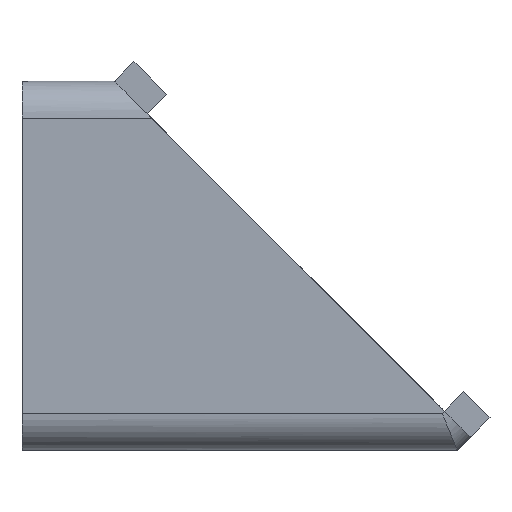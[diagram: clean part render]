
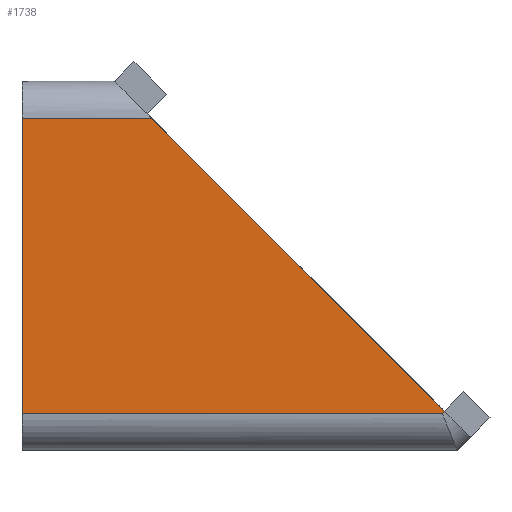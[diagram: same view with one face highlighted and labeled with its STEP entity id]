
A CAD part, left-side view. The second image highlights one B-rep face of the part: STEP entity #1738.
In plain terms, the highlighted planar face has unit normal (-1, 0, 0).
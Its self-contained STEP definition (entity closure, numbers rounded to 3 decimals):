
#98=PLANE('',#1897);
#166=FACE_OUTER_BOUND('',#277,.T.);
#277=EDGE_LOOP('',(#1396,#1397,#1398,#1399,#1400));
#402=LINE('',#2626,#589);
#419=LINE('',#2679,#606);
#478=LINE('',#5850,#665);
#479=LINE('',#5852,#666);
#480=LINE('',#5853,#667);
#589=VECTOR('',#2070,1000.);
#606=VECTOR('',#2107,1000.);
#665=VECTOR('',#2242,1000.);
#666=VECTOR('',#2243,1000.);
#667=VECTOR('',#2244,1000.);
#785=VERTEX_POINT('',#2623);
#786=VERTEX_POINT('',#2625);
#811=VERTEX_POINT('',#2676);
#812=VERTEX_POINT('',#2678);
#865=VERTEX_POINT('',#5851);
#956=EDGE_CURVE('',#785,#786,#402,.T.);
#982=EDGE_CURVE('',#811,#812,#419,.T.);
#1062=EDGE_CURVE('',#785,#812,#478,.F.);
#1063=EDGE_CURVE('',#811,#865,#479,.F.);
#1064=EDGE_CURVE('',#865,#786,#480,.F.);
#1396=ORIENTED_EDGE('',*,*,#956,.F.);
#1397=ORIENTED_EDGE('',*,*,#1062,.T.);
#1398=ORIENTED_EDGE('',*,*,#982,.F.);
#1399=ORIENTED_EDGE('',*,*,#1063,.T.);
#1400=ORIENTED_EDGE('',*,*,#1064,.T.);
#1738=ADVANCED_FACE('',(#166),#98,.F.);
#1897=AXIS2_PLACEMENT_3D('',#5849,#2240,#2241);
#2070=DIRECTION('',(0.,-0.707,-0.707));
#2107=DIRECTION('',(0.,0.,1.));
#2240=DIRECTION('center_axis',(1.,0.,0.));
#2241=DIRECTION('ref_axis',(0.,-0.707,-0.707));
#2242=DIRECTION('',(0.,-1.,0.));
#2243=DIRECTION('',(0.,1.,0.));
#2244=DIRECTION('',(0.,0.707,-0.707));
#2623=CARTESIAN_POINT('',(-20.,-7.006,7.999));
#2625=CARTESIAN_POINT('',(-20.,-22.882,-7.877));
#2626=CARTESIAN_POINT('',(-20.,-5.006,9.999));
#2676=CARTESIAN_POINT('',(-20.,0.,-7.998));
#2678=CARTESIAN_POINT('',(-20.,0.,7.999));
#2679=CARTESIAN_POINT('',(-20.,0.,-9.998));
#5849=CARTESIAN_POINT('Origin',(-20.,-5.006,9.999));
#5850=CARTESIAN_POINT('',(-20.,-5.006,7.998));
#5851=CARTESIAN_POINT('',(-20.,-22.76,-7.998));
#5852=CARTESIAN_POINT('',(-20.,-5.006,-7.998));
#5853=CARTESIAN_POINT('',(-20.,-22.882,-7.877));
